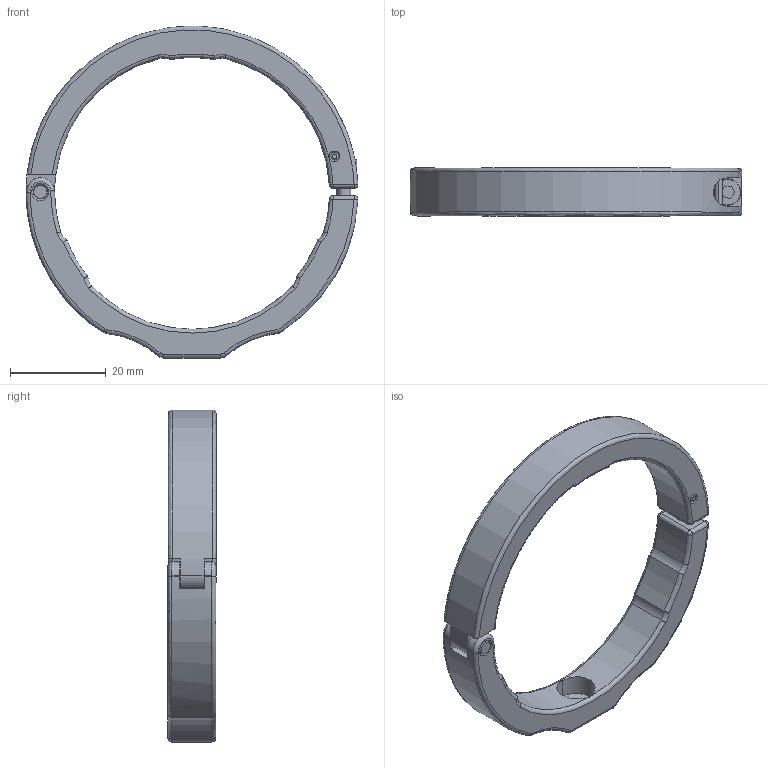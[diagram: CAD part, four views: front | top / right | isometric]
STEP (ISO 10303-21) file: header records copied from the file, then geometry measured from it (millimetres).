
FILE_DESCRIPTION (( 'STEP AP203' ), '1' );
FILE_NAME ('LTCT-SM2.STEP', '2025-09-04T02:28:18', ( '' ), ( '' ), 'SwSTEP 2.0', 'SolidWorks 2020', '' );
FILE_SCHEMA (( 'CONFIG_CONTROL_DESIGN' ));
Length unit declared in the file: millimetre
Products named in the file (1): LTCT-SM2
Bounding box: 69.46 x 10.05 x 69.49 mm (x, y, z)
Volume: 11299.3 mm3; surface area: 7094.5 mm2
Topology: 5 solids, 5 shells, 444 faces, 1155 edges, 735 vertices
Faces by surface type: plane 231, bspline 94, cylinder 62, torus 36, cone 16, sphere 5
Entity records: 16568 total; most frequent: CARTESIAN_POINT 6823, ORIENTED_EDGE 2294, DIRECTION 1533, EDGE_CURVE 1147, VERTEX_POINT 735, AXIS2_PLACEMENT_3D 557, B_SPLINE_CURVE_WITH_KNOTS 515, EDGE_LOOP 482
